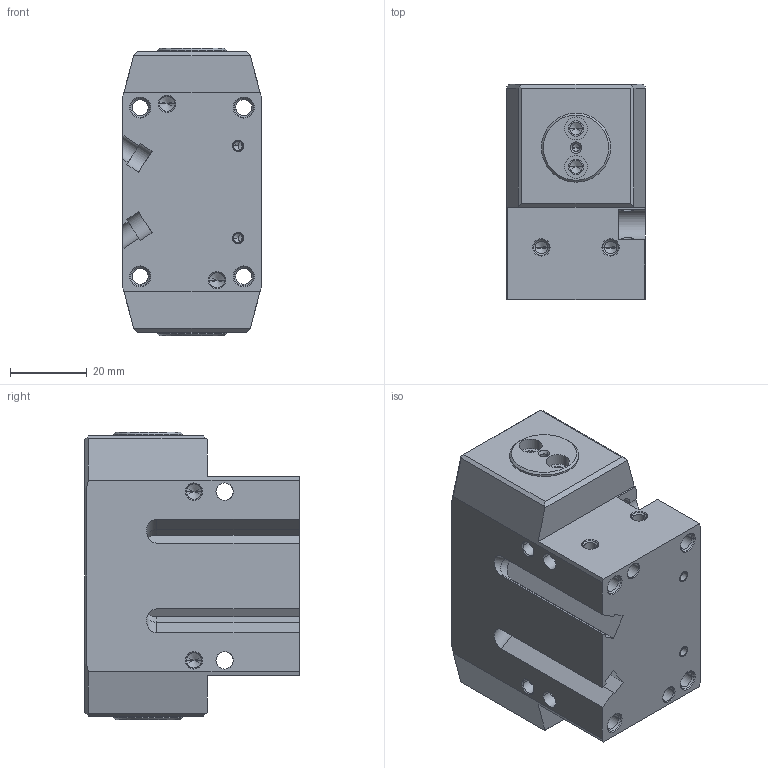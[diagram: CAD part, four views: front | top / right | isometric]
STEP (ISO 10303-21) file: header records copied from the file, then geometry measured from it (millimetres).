
FILE_DESCRIPTION((''),'2;1');
FILE_NAME('OPH73_CATALOGO_ASM','2011-03-11T',('DARIO'),(''),'PRO/ENGINEER BY PARAMETRIC TECHNOLOGY CORPORATION, 2010180','PRO/ENGINEER BY PARAMETRIC TECHNOLOGY CORPORATION, 2010180','');
FILE_SCHEMA(('CONFIG_CONTROL_DESIGN'));
Length unit declared in the file: millimetre
Products named in the file (3): CORPO_CATALOGO_OPH73; GRIFFA_CATALOGO_OPH73; OPH73_CATALOGO_ASM
Assembly tree (3 placements, depth 2):
  OPH73_CATALOGO_ASM
    CORPO_CATALOGO_OPH73
    GRIFFA_CATALOGO_OPH73  x2
Bounding box: 36 x 56 x 75 mm (x, y, z)
Volume: 115343.1 mm3; surface area: 33097.3 mm2
Topology: 3 solids, 19 shells, 266 faces, 690 edges, 424 vertices
Faces by surface type: cylinder 120, plane 76, cone 70
Entity records: 7723 total; most frequent: CARTESIAN_POINT 1794, DIRECTION 1292, ORIENTED_EDGE 1128, EDGE_CURVE 592, AXIS2_PLACEMENT_3D 490, VERTEX_POINT 381, VECTOR 312, LINE 312
